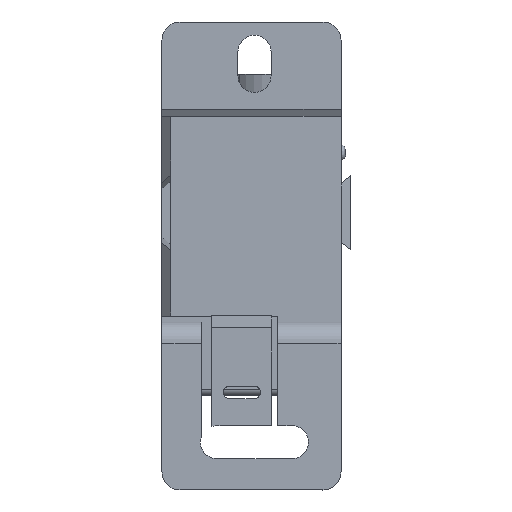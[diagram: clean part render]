
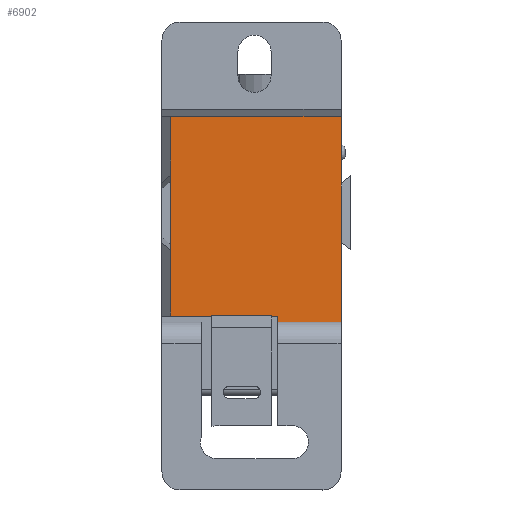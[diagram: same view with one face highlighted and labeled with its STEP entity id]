
A CAD part, top view. The second image highlights one B-rep face of the part: STEP entity #6902.
In plain terms, the highlighted planar face has unit normal (0, 0, 1).
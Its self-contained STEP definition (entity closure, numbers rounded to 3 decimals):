
#220=PLANE('',#7290);
#433=FACE_OUTER_BOUND('',#801,.T.);
#801=EDGE_LOOP('',(#4631,#4632,#4633,#4634,#4635,#4636,#4637,#4638,#4639,
#4640));
#1527=LINE('',#9871,#2168);
#1534=LINE('',#9885,#2175);
#1557=LINE('',#9940,#2198);
#1562=LINE('',#9963,#2203);
#1563=LINE('',#9965,#2204);
#1564=LINE('',#9967,#2205);
#1565=LINE('',#9969,#2206);
#1566=LINE('',#9971,#2207);
#1567=LINE('',#9973,#2208);
#1568=LINE('',#9974,#2209);
#2168=VECTOR('',#7940,9.9);
#2175=VECTOR('',#7955,13.25);
#2198=VECTOR('',#7988,12.25);
#2203=VECTOR('',#8007,28.3);
#2204=VECTOR('',#8008,10.949);
#2205=VECTOR('',#8009,12.501);
#2206=VECTOR('',#8010,10.949);
#2207=VECTOR('',#8011,17.8);
#2208=VECTOR('',#8012,1.);
#2209=VECTOR('',#8013,10.5);
#2890=VERTEX_POINT('',#9868);
#2891=VERTEX_POINT('',#9870);
#2894=VERTEX_POINT('',#9884);
#2921=VERTEX_POINT('',#9938);
#2932=VERTEX_POINT('',#9962);
#2933=VERTEX_POINT('',#9964);
#2934=VERTEX_POINT('',#9966);
#2935=VERTEX_POINT('',#9968);
#2936=VERTEX_POINT('',#9970);
#2937=VERTEX_POINT('',#9972);
#3571=EDGE_CURVE('',#2891,#2890,#1527,.T.);
#3578=EDGE_CURVE('',#2891,#2894,#1534,.T.);
#3606=EDGE_CURVE('',#2921,#2890,#1557,.T.);
#3617=EDGE_CURVE('',#2932,#2921,#1562,.T.);
#3618=EDGE_CURVE('',#2932,#2933,#1563,.T.);
#3619=EDGE_CURVE('',#2933,#2934,#1564,.T.);
#3620=EDGE_CURVE('',#2934,#2935,#1565,.T.);
#3621=EDGE_CURVE('',#2936,#2935,#1566,.T.);
#3622=EDGE_CURVE('',#2937,#2936,#1567,.T.);
#3623=EDGE_CURVE('',#2937,#2894,#1568,.T.);
#4631=ORIENTED_EDGE('',*,*,#3606,.F.);
#4632=ORIENTED_EDGE('',*,*,#3617,.F.);
#4633=ORIENTED_EDGE('',*,*,#3618,.T.);
#4634=ORIENTED_EDGE('',*,*,#3619,.T.);
#4635=ORIENTED_EDGE('',*,*,#3620,.T.);
#4636=ORIENTED_EDGE('',*,*,#3621,.F.);
#4637=ORIENTED_EDGE('',*,*,#3622,.F.);
#4638=ORIENTED_EDGE('',*,*,#3623,.T.);
#4639=ORIENTED_EDGE('',*,*,#3578,.F.);
#4640=ORIENTED_EDGE('',*,*,#3571,.T.);
#6902=ADVANCED_FACE('',(#433),#220,.F.);
#7290=AXIS2_PLACEMENT_3D('',#9961,#8005,#8006);
#7940=DIRECTION('',(0.,1.,0.));
#7955=DIRECTION('',(0.,-1.,0.));
#7988=DIRECTION('',(0.,-1.,0.));
#8005=DIRECTION('center_axis',(0.,0.,-1.));
#8006=DIRECTION('ref_axis',(0.,-1.,0.));
#8007=DIRECTION('',(1.,0.,0.));
#8008=DIRECTION('',(0.,-1.,0.));
#8009=DIRECTION('',(0.,-1.,0.));
#8010=DIRECTION('',(0.,-1.,0.));
#8011=DIRECTION('',(-1.,0.,0.));
#8012=DIRECTION('',(0.,1.,0.));
#8013=DIRECTION('',(1.,0.,0.));
#9868=CARTESIAN_POINT('',(14.9,-26.787,-6.25));
#9870=CARTESIAN_POINT('',(14.9,-36.687,-6.25));
#9871=CARTESIAN_POINT('',(14.9,-36.687,-6.25));
#9884=CARTESIAN_POINT('',(14.9,-49.937,-6.25));
#9885=CARTESIAN_POINT('',(14.9,-36.687,-6.25));
#9938=CARTESIAN_POINT('',(14.9,-14.537,-6.25));
#9940=CARTESIAN_POINT('',(14.9,-14.537,-6.25));
#9961=CARTESIAN_POINT('Origin',(14.9,-14.537,-6.25));
#9962=CARTESIAN_POINT('',(-13.4,-14.537,-6.25));
#9963=CARTESIAN_POINT('',(-13.4,-14.537,-6.25));
#9964=CARTESIAN_POINT('',(-13.4,-25.486,-6.25));
#9965=CARTESIAN_POINT('',(-13.4,-14.537,-6.25));
#9966=CARTESIAN_POINT('',(-13.4,-37.987,-6.25));
#9967=CARTESIAN_POINT('',(-13.4,-25.486,-6.25));
#9968=CARTESIAN_POINT('',(-13.4,-48.937,-6.25));
#9969=CARTESIAN_POINT('',(-13.4,-37.987,-6.25));
#9970=CARTESIAN_POINT('',(4.4,-48.937,-6.25));
#9971=CARTESIAN_POINT('',(4.4,-48.937,-6.25));
#9972=CARTESIAN_POINT('',(4.4,-49.937,-6.25));
#9973=CARTESIAN_POINT('',(4.4,-49.937,-6.25));
#9974=CARTESIAN_POINT('',(4.4,-49.937,-6.25));
